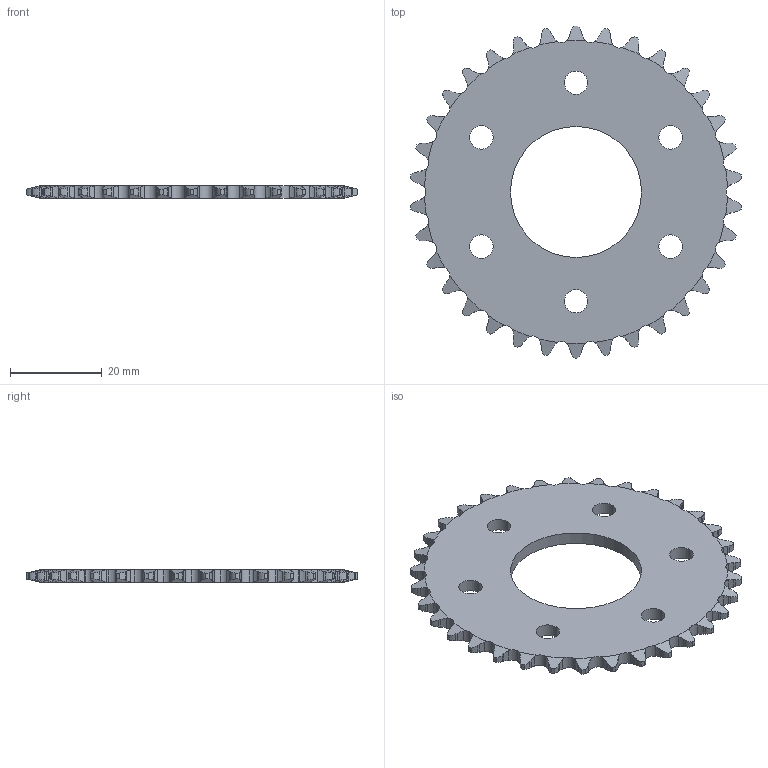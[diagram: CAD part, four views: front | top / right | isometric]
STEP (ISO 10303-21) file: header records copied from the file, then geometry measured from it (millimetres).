
FILE_DESCRIPTION (( 'STEP AP214' ), '1' );
FILE_NAME ('am-0509_Plate Sprocket.STEP', '2018-07-17T18:16:49', ( '' ), ( '' ), 'SwSTEP 2.0', 'SolidWorks 2018', '' );
FILE_SCHEMA (( 'AUTOMOTIVE_DESIGN' ));
Length unit declared in the file: inch
Products named in the file (1): am-0509_Plate Sprocket
Bounding box: 72.16 x 72.4 x 2.79 mm (x, y, z)
Volume: 7968.4 mm3; surface area: 7094.6 mm2
Topology: 1 solids, 1 shells, 375 faces, 1119 edges, 746 vertices
Faces by surface type: cylinder 237, plane 70, cone 68
Entity records: 13479 total; most frequent: CARTESIAN_POINT 4209, ORIENTED_EDGE 2238, DIRECTION 1549, EDGE_CURVE 1119, VERTEX_POINT 746, AXIS2_PLACEMENT_3D 622, B_SPLINE_CURVE_WITH_KNOTS 568, EDGE_LOOP 389
